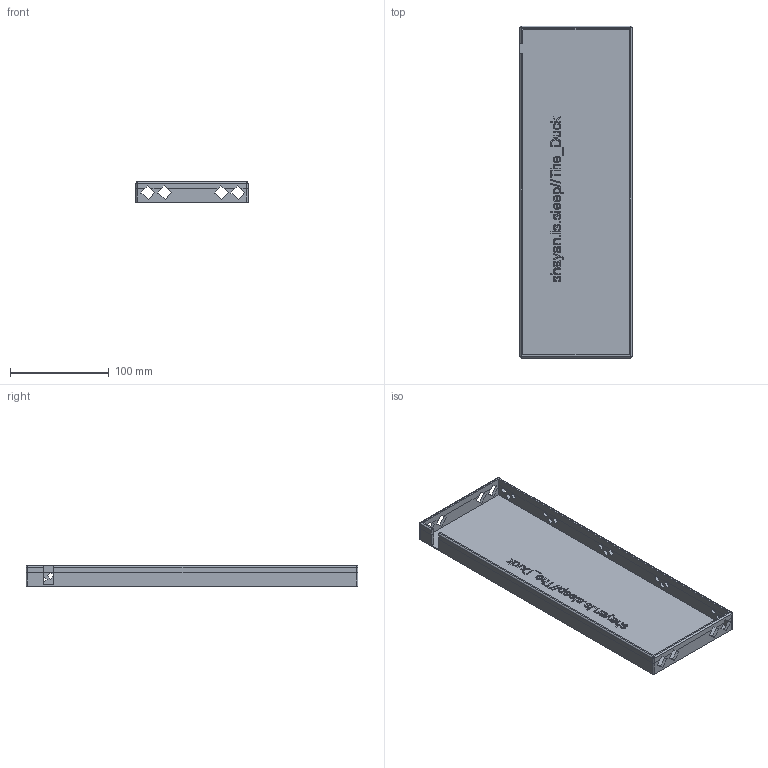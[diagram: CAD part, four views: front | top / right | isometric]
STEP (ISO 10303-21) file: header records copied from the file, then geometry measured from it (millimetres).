
FILE_DESCRIPTION(/* description */ (''),/* implementation_level */ '2;1');
FILE_NAME(/* name */ 'Nap_Pad_Bottem.step',/* time_stamp */ '2025-08-04T00:26:18-04:00',/* author */ (''),/* organization */ (''),/* preprocessor_version */ 'ST-DEVELOPER v20.1',/* originating_system */ 'Autodesk Translation Framework v14.10.0.0',/* authorisation */ '');
FILE_SCHEMA (('AUTOMOTIVE_DESIGN { 1 0 10303 214 3 1 1 }'));
Length unit declared in the file: millimetre
Products named in the file (2): 2025-07-30-01-36-31-435; 2025-07-30-01-42-01-968
Assembly tree (1 placements, depth 2):
  2025-07-30-01-36-31-435
    2025-07-30-01-42-01-968
Bounding box: 113.17 x 335.4 x 21 mm (x, y, z)
Volume: 104082.4 mm3; surface area: 115380.1 mm2
Topology: 2 solids, 2 shells, 680 faces, 1917 edges, 1274 vertices
Faces by surface type: plane 352, bspline 311, cylinder 13, sphere 4
Entity records: 24693 total; most frequent: CARTESIAN_POINT 9161, ORIENTED_EDGE 3834, DIRECTION 2065, EDGE_CURVE 1917, VERTEX_POINT 1274, LINE 1269, VECTOR 1269, EDGE_LOOP 723
